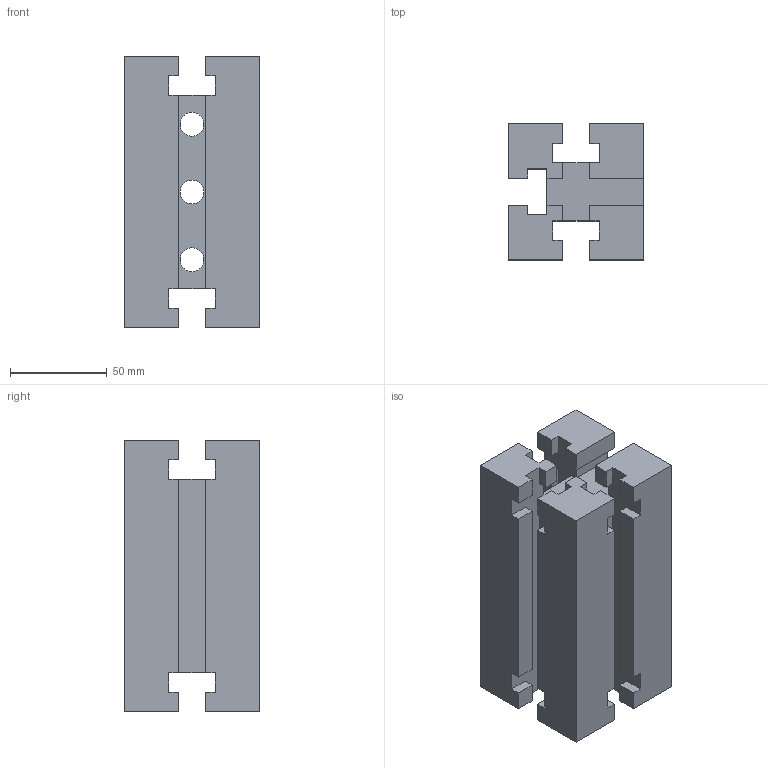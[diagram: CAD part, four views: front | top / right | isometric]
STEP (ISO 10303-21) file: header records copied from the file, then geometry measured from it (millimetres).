
FILE_DESCRIPTION(('STEP AP214'),'1');
FILE_NAME(' ',' ',('TraceParts'),('TraceParts S.A.'),'XStep 1.0',' ',' ');
FILE_SCHEMA(('automotive_design'));
Length unit declared in the file: millimetre
Products named in the file (1): 1
Bounding box: 70 x 70 x 140 mm (x, y, z)
Volume: 464432.7 mm3; surface area: 76676.5 mm2
Topology: 1 solids, 1 shells, 132 faces, 390 edges, 260 vertices
Faces by surface type: plane 126, cylinder 6
Entity records: 8668 total; most frequent: STYLED_ITEM 783, PRESENTATION_STYLE_ASSIGNMENT 783, CARTESIAN_POINT 783, COLOUR_RGB 783, ORIENTED_EDGE 780, DIRECTION 668, EDGE_CURVE 390, CURVE_STYLE 390
